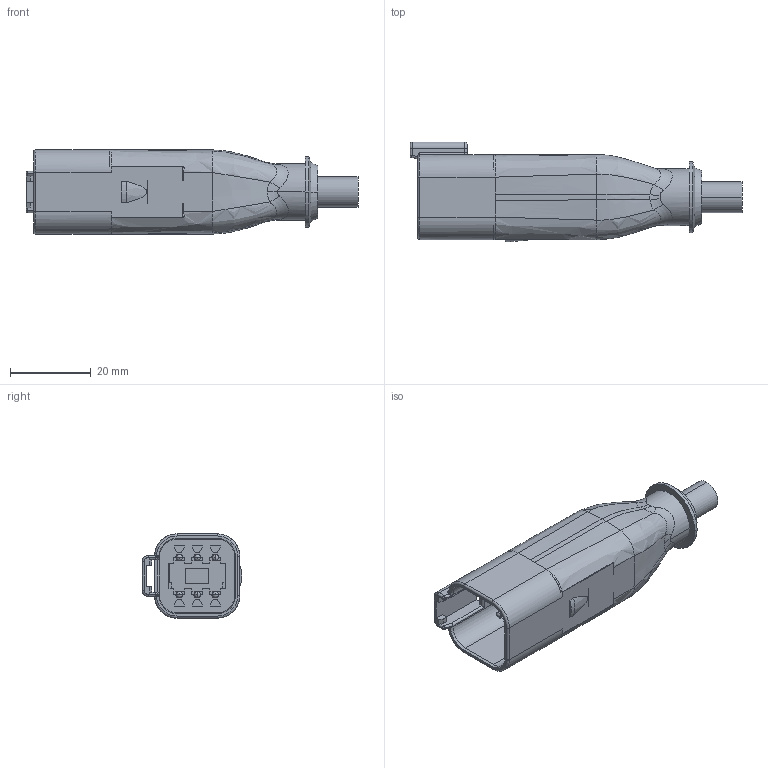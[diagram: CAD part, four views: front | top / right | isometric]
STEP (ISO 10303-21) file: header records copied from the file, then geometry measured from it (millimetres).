
FILE_DESCRIPTION((''),'2;1');
FILE_NAME('CAD-7040_SW0001','2020-08-11T08:30:13',('creinig-se'),(''),'CREO PARAMETRIC BY PTC INC, 2019292','CREO PARAMETRIC BY PTC INC, 2019292','');
FILE_SCHEMA(('CONFIG_CONTROL_DESIGN','SHAPE_APPEARANCE_LAYERS_GROUPS'));
Length unit declared in the file: millimetre
Products named in the file (1): CAD-7040_SW0001
Bounding box: 82.08 x 24.67 x 20.83 mm (x, y, z)
Volume: 19291.8 mm3; surface area: 7477.3 mm2
Topology: 1 solids, 1 shells, 373 faces, 977 edges, 625 vertices
Faces by surface type: plane 186, cylinder 77, bspline 76, torus 19, cone 11, sphere 4
Entity records: 19797 total; most frequent: CARTESIAN_POINT 8345, ORIENTED_EDGE 1940, DIRECTION 1612, EDGE_CURVE 970, VERTEX_POINT 619, VECTOR 600, LINE 600, AXIS2_PLACEMENT_3D 506
